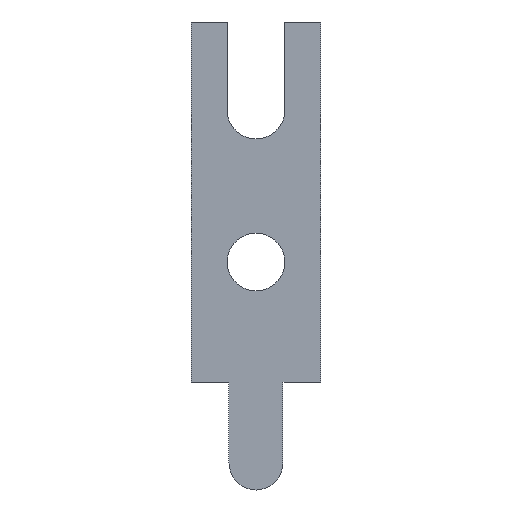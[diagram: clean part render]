
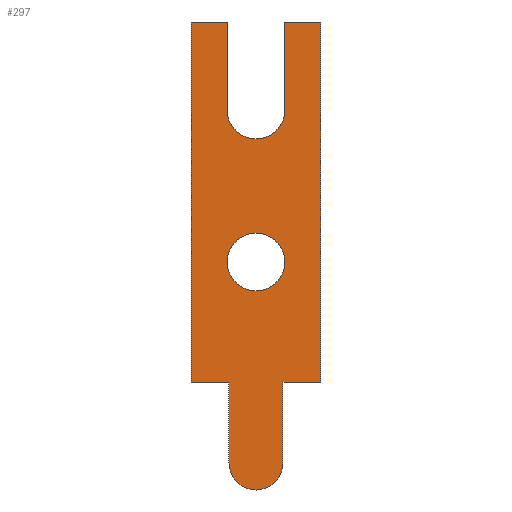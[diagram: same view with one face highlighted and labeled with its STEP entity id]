
A CAD part, front view. The second image highlights one B-rep face of the part: STEP entity #297.
In plain terms, the highlighted planar face has unit normal (0, -1, 0).
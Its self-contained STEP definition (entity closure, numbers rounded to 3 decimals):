
#21=VERTEX_POINT('',#22);
#22=CARTESIAN_POINT('',(0.4,-0.2,3.775));
#33=VECTOR('',#34,1.);
#34=DIRECTION('',(0.,0.,1.));
#37=VERTEX_POINT('',#38);
#38=CARTESIAN_POINT('',(0.4,-0.2,5.));
#41=EDGE_CURVE('',#21,#37,#42,.T.);
#42=LINE('',#22,#33);
#45=DIRECTION('',(1.,0.,0.));
#56=VECTOR('',#45,1.);
#59=VERTEX_POINT('',#60);
#60=CARTESIAN_POINT('',(0.9,-0.2,5.));
#63=EDGE_CURVE('',#37,#59,#64,.T.);
#64=LINE('',#38,#56);
#77=VECTOR('',#78,1.);
#78=DIRECTION('',(0.,0.,-1.));
#81=VERTEX_POINT('',#82);
#82=CARTESIAN_POINT('',(0.9,-0.2,0.));
#86=EDGE_CURVE('',#59,#81,#87,.T.);
#87=LINE('',#60,#77);
#90=DIRECTION('',(-1.,0.,0.));
#101=VECTOR('',#90,1.);
#104=VERTEX_POINT('',#105);
#105=CARTESIAN_POINT('',(0.375,-0.2,0.));
#109=EDGE_CURVE('',#81,#104,#110,.T.);
#110=LINE('',#111,#101);
#111=CARTESIAN_POINT('',(0.9,-0.2,0.));
#126=VERTEX_POINT('',#127);
#127=CARTESIAN_POINT('',(0.375,-0.2,-1.125));
#130=EDGE_CURVE('',#104,#126,#131,.T.);
#131=LINE('',#132,#77);
#132=CARTESIAN_POINT('',(0.375,-0.2,0.));
#146=DIRECTION('',(0.,1.,0.));
#149=VERTEX_POINT('',#150);
#150=CARTESIAN_POINT('',(-0.375,-0.2,-1.125));
#153=EDGE_CURVE('',#126,#149,#154,.T.);
#154=CIRCLE('',#155,0.375);
#155=AXIS2_PLACEMENT_3D('',#156,#146,#90);
#156=CARTESIAN_POINT('',(0.,-0.2,-1.125));
#165=VERTEX_POINT('',#166);
#166=CARTESIAN_POINT('',(-0.375,-0.2,0.));
#175=ORIENTED_EDGE('',*,*,#176,.F.);
#176=EDGE_CURVE('',#165,#149,#177,.T.);
#177=LINE('',#178,#77);
#178=CARTESIAN_POINT('',(-0.375,-0.2,0.));
#191=VERTEX_POINT('',#192);
#192=CARTESIAN_POINT('',(-0.9,-0.2,0.));
#196=EDGE_CURVE('',#165,#191,#197,.T.);
#197=LINE('',#178,#101);
#212=VERTEX_POINT('',#213);
#213=CARTESIAN_POINT('',(-0.9,-0.2,5.));
#216=EDGE_CURVE('',#191,#212,#217,.T.);
#217=LINE('',#218,#33);
#218=CARTESIAN_POINT('',(-0.9,-0.2,0.));
#232=VERTEX_POINT('',#233);
#233=CARTESIAN_POINT('',(-0.4,-0.2,5.));
#236=EDGE_CURVE('',#212,#232,#237,.T.);
#237=LINE('',#213,#56);
#251=VERTEX_POINT('',#252);
#252=CARTESIAN_POINT('',(-0.4,-0.2,3.775));
#255=EDGE_CURVE('',#232,#251,#256,.T.);
#256=LINE('',#233,#77);
#267=ORIENTED_EDGE('',*,*,#268,.F.);
#268=EDGE_CURVE('',#21,#251,#269,.T.);
#269=CIRCLE('',#270,0.4);
#270=AXIS2_PLACEMENT_3D('',#271,#146,#90);
#271=CARTESIAN_POINT('',(0.,-0.2,3.775));
#279=VERTEX_POINT('',#280);
#280=CARTESIAN_POINT('',(-0.4,-0.2,1.667));
#290=ORIENTED_EDGE('',*,*,#291,.F.);
#291=EDGE_CURVE('',#279,#279,#292,.T.);
#292=CIRCLE('',#293,0.4);
#293=AXIS2_PLACEMENT_3D('',#294,#146,#90);
#294=CARTESIAN_POINT('',(0.,-0.2,1.667));
#297=ADVANCED_FACE('',(#298,#310),#312,.F.);
#298=FACE_BOUND('',#299,.F.);
#299=EDGE_LOOP('',(#300,#301,#302,#303,#304,#305,#175,#306,#307,#308,#309,#267));
#300=ORIENTED_EDGE('',*,*,#41,.T.);
#301=ORIENTED_EDGE('',*,*,#63,.T.);
#302=ORIENTED_EDGE('',*,*,#86,.T.);
#303=ORIENTED_EDGE('',*,*,#109,.T.);
#304=ORIENTED_EDGE('',*,*,#130,.T.);
#305=ORIENTED_EDGE('',*,*,#153,.T.);
#306=ORIENTED_EDGE('',*,*,#196,.T.);
#307=ORIENTED_EDGE('',*,*,#216,.T.);
#308=ORIENTED_EDGE('',*,*,#236,.T.);
#309=ORIENTED_EDGE('',*,*,#255,.T.);
#310=FACE_BOUND('',#311,.F.);
#311=EDGE_LOOP('',(#290));
#312=PLANE('',#313);
#313=AXIS2_PLACEMENT_3D('',#314,#315,#316);
#314=CARTESIAN_POINT('',(0.,-0.2,2.214));
#315=DIRECTION('',(0.,1.,0.));
#316=DIRECTION('',(0.,0.,1.));
